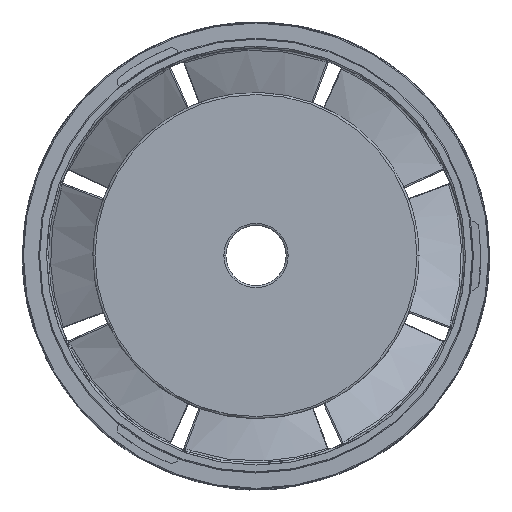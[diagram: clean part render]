
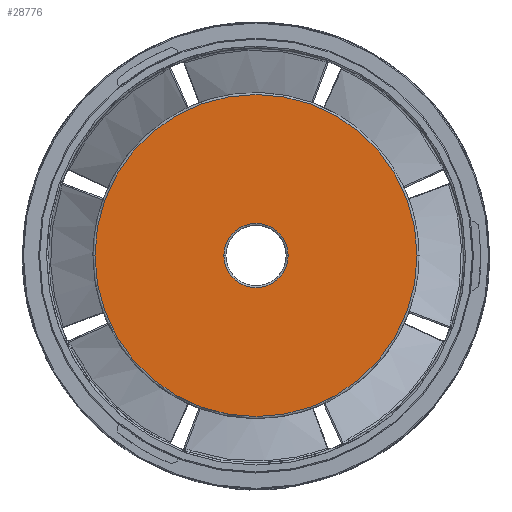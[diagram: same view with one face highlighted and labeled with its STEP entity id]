
A CAD part, top view. The second image highlights one B-rep face of the part: STEP entity #28776.
In plain terms, the highlighted planar face has unit normal (0, 0, 1).
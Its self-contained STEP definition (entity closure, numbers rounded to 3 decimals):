
#1418 = VERTEX_POINT ( 'NONE', #11097 ) ;
#1947 = EDGE_CURVE ( 'NONE', #31697, #32867, #4285, .T. ) ;
#2718 = ORIENTED_EDGE ( 'NONE', *, *, #25288, .T. ) ;
#2957 = DIRECTION ( 'NONE',  ( 1., 0., 0. ) ) ;
#3842 = AXIS2_PLACEMENT_3D ( 'NONE', #32354, #24286, #2957 ) ;
#4285 = CIRCLE ( 'NONE', #31199, 3.25 ) ;
#4548 = CARTESIAN_POINT ( 'NONE',  ( 0., 0., 0. ) ) ;
#5545 = DIRECTION ( 'NONE',  ( 0., 0., 1. ) ) ;
#5649 = FACE_BOUND ( 'NONE', #22566, .T. ) ;
#5829 = PLANE ( 'NONE',  #24355 ) ;
#6272 = DIRECTION ( 'NONE',  ( 0., 0., 1. ) ) ;
#8133 = CARTESIAN_POINT ( 'NONE',  ( 0., 0., 0. ) ) ;
#9778 = AXIS2_PLACEMENT_3D ( 'NONE', #22268, #6272, #19347 ) ;
#11097 = CARTESIAN_POINT ( 'NONE',  ( 16.3, 0., 0. ) ) ;
#11099 = AXIS2_PLACEMENT_3D ( 'NONE', #8133, #5545, #29108 ) ;
#12124 = CIRCLE ( 'NONE', #11099, 16.3 ) ;
#12883 = DIRECTION ( 'NONE',  ( 0., 0., 1. ) ) ;
#13050 = DIRECTION ( 'NONE',  ( 1., 0., 0. ) ) ;
#13357 = EDGE_CURVE ( 'NONE', #1418, #15169, #18570, .T. ) ;
#15169 = VERTEX_POINT ( 'NONE', #23989 ) ;
#18570 = CIRCLE ( 'NONE', #9778, 16.3 ) ;
#18900 = CARTESIAN_POINT ( 'NONE',  ( 0., 0., 0. ) ) ;
#19347 = DIRECTION ( 'NONE',  ( 1., 0., 0. ) ) ;
#22268 = CARTESIAN_POINT ( 'NONE',  ( 0., 0., 0. ) ) ;
#22440 = ORIENTED_EDGE ( 'NONE', *, *, #25448, .T. ) ;
#22566 = EDGE_LOOP ( 'NONE', ( #30513, #22440 ) ) ;
#23122 = EDGE_LOOP ( 'NONE', ( #31669, #2718 ) ) ;
#23131 = DIRECTION ( 'NONE',  ( 0., 0., -1. ) ) ;
#23989 = CARTESIAN_POINT ( 'NONE',  ( -16.3, 0., 0. ) ) ;
#24286 = DIRECTION ( 'NONE',  ( 0., 0., -1. ) ) ;
#24355 = AXIS2_PLACEMENT_3D ( 'NONE', #18900, #12883, #13050 ) ;
#24728 = CIRCLE ( 'NONE', #3842, 3.25 ) ;
#25288 = EDGE_CURVE ( 'NONE', #15169, #1418, #12124, .T. ) ;
#25448 = EDGE_CURVE ( 'NONE', #32867, #31697, #24728, .T. ) ;
#26046 = DIRECTION ( 'NONE',  ( 1., 0., 0. ) ) ;
#28492 = CARTESIAN_POINT ( 'NONE',  ( 3.25, 0., 0. ) ) ;
#28776 = ADVANCED_FACE ( 'NONE', ( #31777, #5649 ), #5829, .T. ) ;
#29108 = DIRECTION ( 'NONE',  ( 1., 0., 0. ) ) ;
#30025 = CARTESIAN_POINT ( 'NONE',  ( -3.25, 0., 0. ) ) ;
#30513 = ORIENTED_EDGE ( 'NONE', *, *, #1947, .T. ) ;
#31199 = AXIS2_PLACEMENT_3D ( 'NONE', #4548, #23131, #26046 ) ;
#31669 = ORIENTED_EDGE ( 'NONE', *, *, #13357, .T. ) ;
#31697 = VERTEX_POINT ( 'NONE', #28492 ) ;
#31777 = FACE_OUTER_BOUND ( 'NONE', #23122, .T. ) ;
#32354 = CARTESIAN_POINT ( 'NONE',  ( 0., 0., 0. ) ) ;
#32867 = VERTEX_POINT ( 'NONE', #30025 ) ;
